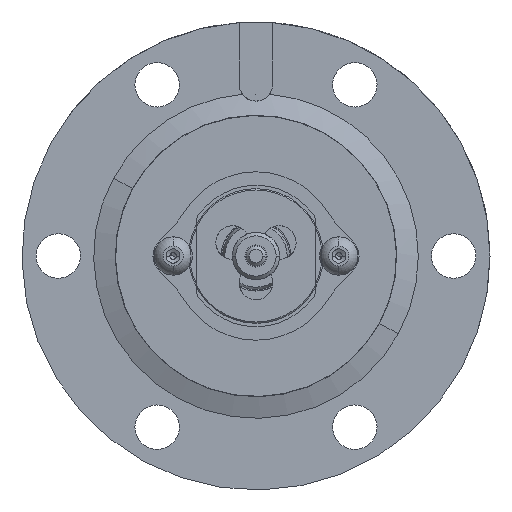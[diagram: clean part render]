
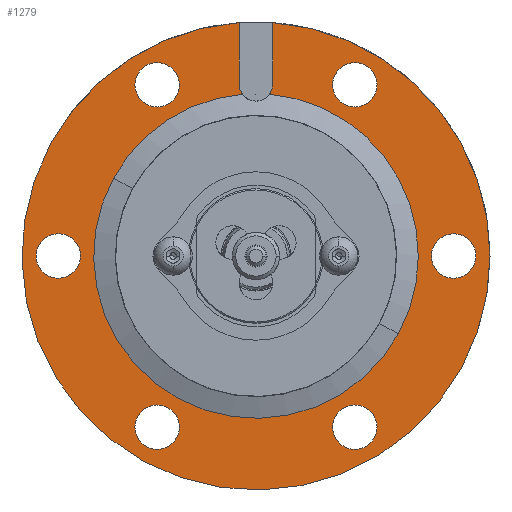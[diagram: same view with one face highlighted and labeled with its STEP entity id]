
A CAD part, left-side view. The second image highlights one B-rep face of the part: STEP entity #1279.
In plain terms, the highlighted planar face has unit normal (-1, 0, 0).
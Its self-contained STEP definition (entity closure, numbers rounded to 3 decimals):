
#1053=AXIS2_PLACEMENT_3D('Circle Axis2P3D',#1051,#1052,$) ;
#1065=AXIS2_PLACEMENT_3D('Circle Axis2P3D',#1063,#1064,$) ;
#1072=AXIS2_PLACEMENT_3D('Circle Axis2P3D',#1070,#1071,$) ;
#1110=AXIS2_PLACEMENT_3D('Plane Axis2P3D',#1107,#1108,#1109) ;
#1121=AXIS2_PLACEMENT_3D('Circle Axis2P3D',#1119,#1120,$) ;
#1128=AXIS2_PLACEMENT_3D('Circle Axis2P3D',#1126,#1127,$) ;
#1135=AXIS2_PLACEMENT_3D('Circle Axis2P3D',#1133,#1134,$) ;
#1142=AXIS2_PLACEMENT_3D('Circle Axis2P3D',#1140,#1141,$) ;
#1149=AXIS2_PLACEMENT_3D('Circle Axis2P3D',#1147,#1148,$) ;
#1173=AXIS2_PLACEMENT_3D('Circle Axis2P3D',#1171,#1172,$) ;
#1182=AXIS2_PLACEMENT_3D('Circle Axis2P3D',#1180,#1181,$) ;
#1191=AXIS2_PLACEMENT_3D('Circle Axis2P3D',#1189,#1190,$) ;
#1200=AXIS2_PLACEMENT_3D('Circle Axis2P3D',#1198,#1199,$) ;
#1209=AXIS2_PLACEMENT_3D('Circle Axis2P3D',#1207,#1208,$) ;
#1218=AXIS2_PLACEMENT_3D('Circle Axis2P3D',#1216,#1217,$) ;
#1227=AXIS2_PLACEMENT_3D('Circle Axis2P3D',#1225,#1226,$) ;
#1236=AXIS2_PLACEMENT_3D('Circle Axis2P3D',#1234,#1235,$) ;
#1245=AXIS2_PLACEMENT_3D('Circle Axis2P3D',#1243,#1244,$) ;
#1254=AXIS2_PLACEMENT_3D('Circle Axis2P3D',#1252,#1253,$) ;
#1263=AXIS2_PLACEMENT_3D('Circle Axis2P3D',#1261,#1262,$) ;
#1272=AXIS2_PLACEMENT_3D('Circle Axis2P3D',#1270,#1271,$) ;
#1041=CARTESIAN_POINT('Vertex',(-1.2,30.496,16.66)) ;
#1048=CARTESIAN_POINT('Vertex',(-1.2,-30.496,-16.66)) ;
#1051=CARTESIAN_POINT('Axis2P3D Location',(-1.2,0.,0.)) ;
#1063=CARTESIAN_POINT('Axis2P3D Location',(-1.2,0.,0.)) ;
#1067=CARTESIAN_POINT('Vertex',(-1.2,-2.5,34.66)) ;
#1070=CARTESIAN_POINT('Axis2P3D Location',(-1.2,0.,0.)) ;
#1074=CARTESIAN_POINT('Vertex',(-1.2,2.5,34.66)) ;
#1107=CARTESIAN_POINT('Axis2P3D Location',(-1.2,24.1,0.)) ;
#1112=CARTESIAN_POINT('Line Origine',(-1.2,-2.5,30.08)) ;
#1116=CARTESIAN_POINT('Vertex',(-1.2,-2.5,25.5)) ;
#1119=CARTESIAN_POINT('Axis2P3D Location',(-1.2,0.,25.5)) ;
#1123=CARTESIAN_POINT('Vertex',(-1.2,-2.012,24.016)) ;
#1126=CARTESIAN_POINT('Axis2P3D Location',(-1.2,0.,0.)) ;
#1130=CARTESIAN_POINT('Vertex',(-1.2,-21.15,-11.554)) ;
#1133=CARTESIAN_POINT('Axis2P3D Location',(-1.2,0.,0.)) ;
#1137=CARTESIAN_POINT('Vertex',(-1.2,21.15,11.554)) ;
#1140=CARTESIAN_POINT('Axis2P3D Location',(-1.2,0.,0.)) ;
#1144=CARTESIAN_POINT('Vertex',(-1.2,2.012,24.016)) ;
#1147=CARTESIAN_POINT('Axis2P3D Location',(-1.2,0.,25.5)) ;
#1151=CARTESIAN_POINT('Vertex',(-1.2,2.5,25.5)) ;
#1154=CARTESIAN_POINT('Line Origine',(-1.2,2.5,30.08)) ;
#1171=CARTESIAN_POINT('Axis2P3D Location',(-1.2,-29.35,0.)) ;
#1175=CARTESIAN_POINT('Vertex',(-1.2,-32.246,-1.582)) ;
#1177=CARTESIAN_POINT('Vertex',(-1.2,-26.454,1.582)) ;
#1180=CARTESIAN_POINT('Axis2P3D Location',(-1.2,-29.35,0.)) ;
#1189=CARTESIAN_POINT('Axis2P3D Location',(-1.2,-14.675,-25.418)) ;
#1193=CARTESIAN_POINT('Vertex',(-1.2,-11.779,-23.836)) ;
#1195=CARTESIAN_POINT('Vertex',(-1.2,-17.571,-27.)) ;
#1198=CARTESIAN_POINT('Axis2P3D Location',(-1.2,-14.675,-25.418)) ;
#1207=CARTESIAN_POINT('Axis2P3D Location',(-1.2,14.675,-25.418)) ;
#1211=CARTESIAN_POINT('Vertex',(-1.2,17.571,-23.836)) ;
#1213=CARTESIAN_POINT('Vertex',(-1.2,11.779,-27.)) ;
#1216=CARTESIAN_POINT('Axis2P3D Location',(-1.2,14.675,-25.418)) ;
#1225=CARTESIAN_POINT('Axis2P3D Location',(-1.2,29.35,0.)) ;
#1229=CARTESIAN_POINT('Vertex',(-1.2,32.246,1.582)) ;
#1231=CARTESIAN_POINT('Vertex',(-1.2,26.454,-1.582)) ;
#1234=CARTESIAN_POINT('Axis2P3D Location',(-1.2,29.35,0.)) ;
#1243=CARTESIAN_POINT('Axis2P3D Location',(-1.2,14.675,25.418)) ;
#1247=CARTESIAN_POINT('Vertex',(-1.2,17.571,27.)) ;
#1249=CARTESIAN_POINT('Vertex',(-1.2,11.779,23.836)) ;
#1252=CARTESIAN_POINT('Axis2P3D Location',(-1.2,14.675,25.418)) ;
#1261=CARTESIAN_POINT('Axis2P3D Location',(-1.2,-14.675,25.418)) ;
#1265=CARTESIAN_POINT('Vertex',(-1.2,-11.779,27.)) ;
#1267=CARTESIAN_POINT('Vertex',(-1.2,-17.571,23.836)) ;
#1270=CARTESIAN_POINT('Axis2P3D Location',(-1.2,-14.675,25.418)) ;
#1052=DIRECTION('Axis2P3D Direction',(1.,0.,0.)) ;
#1064=DIRECTION('Axis2P3D Direction',(1.,0.,0.)) ;
#1071=DIRECTION('Axis2P3D Direction',(1.,0.,0.)) ;
#1108=DIRECTION('Axis2P3D Direction',(1.,0.,0.)) ;
#1109=DIRECTION('Axis2P3D XDirection',(0.,1.,0.)) ;
#1113=DIRECTION('Vector Direction',(0.,0.,1.)) ;
#1120=DIRECTION('Axis2P3D Direction',(1.,0.,0.)) ;
#1127=DIRECTION('Axis2P3D Direction',(1.,0.,0.)) ;
#1134=DIRECTION('Axis2P3D Direction',(1.,0.,0.)) ;
#1141=DIRECTION('Axis2P3D Direction',(1.,0.,0.)) ;
#1148=DIRECTION('Axis2P3D Direction',(1.,0.,0.)) ;
#1155=DIRECTION('Vector Direction',(0.,0.,-1.)) ;
#1172=DIRECTION('Axis2P3D Direction',(1.,0.,0.)) ;
#1181=DIRECTION('Axis2P3D Direction',(1.,0.,0.)) ;
#1190=DIRECTION('Axis2P3D Direction',(1.,0.,0.)) ;
#1199=DIRECTION('Axis2P3D Direction',(1.,0.,0.)) ;
#1208=DIRECTION('Axis2P3D Direction',(1.,0.,0.)) ;
#1217=DIRECTION('Axis2P3D Direction',(1.,0.,0.)) ;
#1226=DIRECTION('Axis2P3D Direction',(1.,0.,0.)) ;
#1235=DIRECTION('Axis2P3D Direction',(1.,0.,0.)) ;
#1244=DIRECTION('Axis2P3D Direction',(1.,0.,0.)) ;
#1253=DIRECTION('Axis2P3D Direction',(1.,0.,0.)) ;
#1262=DIRECTION('Axis2P3D Direction',(1.,0.,0.)) ;
#1271=DIRECTION('Axis2P3D Direction',(1.,0.,0.)) ;
#1114=VECTOR('Line Direction',#1113,1.) ;
#1156=VECTOR('Line Direction',#1155,1.) ;
#1160=ORIENTED_EDGE('',*,*,#1118,.F.) ;
#1161=ORIENTED_EDGE('',*,*,#1125,.F.) ;
#1162=ORIENTED_EDGE('',*,*,#1132,.T.) ;
#1163=ORIENTED_EDGE('',*,*,#1139,.T.) ;
#1164=ORIENTED_EDGE('',*,*,#1146,.T.) ;
#1165=ORIENTED_EDGE('',*,*,#1153,.F.) ;
#1166=ORIENTED_EDGE('',*,*,#1158,.F.) ;
#1167=ORIENTED_EDGE('',*,*,#1076,.F.) ;
#1168=ORIENTED_EDGE('',*,*,#1055,.F.) ;
#1169=ORIENTED_EDGE('',*,*,#1069,.F.) ;
#1186=ORIENTED_EDGE('',*,*,#1179,.T.) ;
#1187=ORIENTED_EDGE('',*,*,#1184,.T.) ;
#1204=ORIENTED_EDGE('',*,*,#1197,.T.) ;
#1205=ORIENTED_EDGE('',*,*,#1202,.T.) ;
#1222=ORIENTED_EDGE('',*,*,#1215,.T.) ;
#1223=ORIENTED_EDGE('',*,*,#1220,.T.) ;
#1240=ORIENTED_EDGE('',*,*,#1233,.T.) ;
#1241=ORIENTED_EDGE('',*,*,#1238,.T.) ;
#1258=ORIENTED_EDGE('',*,*,#1251,.T.) ;
#1259=ORIENTED_EDGE('',*,*,#1256,.T.) ;
#1276=ORIENTED_EDGE('',*,*,#1269,.T.) ;
#1277=ORIENTED_EDGE('',*,*,#1274,.T.) ;
#1188=FACE_BOUND('',#1185,.T.) ;
#1206=FACE_BOUND('',#1203,.T.) ;
#1224=FACE_BOUND('',#1221,.T.) ;
#1242=FACE_BOUND('',#1239,.T.) ;
#1260=FACE_BOUND('',#1257,.T.) ;
#1278=FACE_BOUND('',#1275,.T.) ;
#1279=ADVANCED_FACE('Hauptk\X2\00F6\X0\rper',(#1170,#1188,#1206,#1224,#1242,#1260,#1278),#1111,.F.) ;
#1054=CIRCLE('generated circle',#1053,34.75) ;
#1066=CIRCLE('generated circle',#1065,34.75) ;
#1073=CIRCLE('generated circle',#1072,34.75) ;
#1122=CIRCLE('generated circle',#1121,2.5) ;
#1129=CIRCLE('generated circle',#1128,24.1) ;
#1136=CIRCLE('generated circle',#1135,24.1) ;
#1143=CIRCLE('generated circle',#1142,24.1) ;
#1150=CIRCLE('generated circle',#1149,2.5) ;
#1174=CIRCLE('generated circle',#1173,3.3) ;
#1183=CIRCLE('generated circle',#1182,3.3) ;
#1192=CIRCLE('generated circle',#1191,3.3) ;
#1201=CIRCLE('generated circle',#1200,3.3) ;
#1210=CIRCLE('generated circle',#1209,3.3) ;
#1219=CIRCLE('generated circle',#1218,3.3) ;
#1228=CIRCLE('generated circle',#1227,3.3) ;
#1237=CIRCLE('generated circle',#1236,3.3) ;
#1246=CIRCLE('generated circle',#1245,3.3) ;
#1255=CIRCLE('generated circle',#1254,3.3) ;
#1264=CIRCLE('generated circle',#1263,3.3) ;
#1273=CIRCLE('generated circle',#1272,3.3) ;
#1055=EDGE_CURVE('',#1049,#1042,#1054,.T.) ;
#1069=EDGE_CURVE('',#1068,#1049,#1066,.T.) ;
#1076=EDGE_CURVE('',#1042,#1075,#1073,.T.) ;
#1118=EDGE_CURVE('',#1117,#1068,#1115,.T.) ;
#1125=EDGE_CURVE('',#1124,#1117,#1122,.F.) ;
#1132=EDGE_CURVE('',#1124,#1131,#1129,.T.) ;
#1139=EDGE_CURVE('',#1131,#1138,#1136,.T.) ;
#1146=EDGE_CURVE('',#1138,#1145,#1143,.T.) ;
#1153=EDGE_CURVE('',#1152,#1145,#1150,.F.) ;
#1158=EDGE_CURVE('',#1075,#1152,#1157,.T.) ;
#1179=EDGE_CURVE('',#1176,#1178,#1174,.T.) ;
#1184=EDGE_CURVE('',#1178,#1176,#1183,.T.) ;
#1197=EDGE_CURVE('',#1194,#1196,#1192,.T.) ;
#1202=EDGE_CURVE('',#1196,#1194,#1201,.T.) ;
#1215=EDGE_CURVE('',#1212,#1214,#1210,.T.) ;
#1220=EDGE_CURVE('',#1214,#1212,#1219,.T.) ;
#1233=EDGE_CURVE('',#1230,#1232,#1228,.T.) ;
#1238=EDGE_CURVE('',#1232,#1230,#1237,.T.) ;
#1251=EDGE_CURVE('',#1248,#1250,#1246,.T.) ;
#1256=EDGE_CURVE('',#1250,#1248,#1255,.T.) ;
#1269=EDGE_CURVE('',#1266,#1268,#1264,.T.) ;
#1274=EDGE_CURVE('',#1268,#1266,#1273,.T.) ;
#1159=EDGE_LOOP('',(#1160,#1161,#1162,#1163,#1164,#1165,#1166,#1167,#1168,#1169)) ;
#1185=EDGE_LOOP('',(#1186,#1187)) ;
#1203=EDGE_LOOP('',(#1204,#1205)) ;
#1221=EDGE_LOOP('',(#1222,#1223)) ;
#1239=EDGE_LOOP('',(#1240,#1241)) ;
#1257=EDGE_LOOP('',(#1258,#1259)) ;
#1275=EDGE_LOOP('',(#1276,#1277)) ;
#1170=FACE_OUTER_BOUND('',#1159,.T.) ;
#1115=LINE('Line',#1112,#1114) ;
#1157=LINE('Line',#1154,#1156) ;
#1111=PLANE('',#1110) ;
#1042=VERTEX_POINT('',#1041) ;
#1049=VERTEX_POINT('',#1048) ;
#1068=VERTEX_POINT('',#1067) ;
#1075=VERTEX_POINT('',#1074) ;
#1117=VERTEX_POINT('',#1116) ;
#1124=VERTEX_POINT('',#1123) ;
#1131=VERTEX_POINT('',#1130) ;
#1138=VERTEX_POINT('',#1137) ;
#1145=VERTEX_POINT('',#1144) ;
#1152=VERTEX_POINT('',#1151) ;
#1176=VERTEX_POINT('',#1175) ;
#1178=VERTEX_POINT('',#1177) ;
#1194=VERTEX_POINT('',#1193) ;
#1196=VERTEX_POINT('',#1195) ;
#1212=VERTEX_POINT('',#1211) ;
#1214=VERTEX_POINT('',#1213) ;
#1230=VERTEX_POINT('',#1229) ;
#1232=VERTEX_POINT('',#1231) ;
#1248=VERTEX_POINT('',#1247) ;
#1250=VERTEX_POINT('',#1249) ;
#1266=VERTEX_POINT('',#1265) ;
#1268=VERTEX_POINT('',#1267) ;
